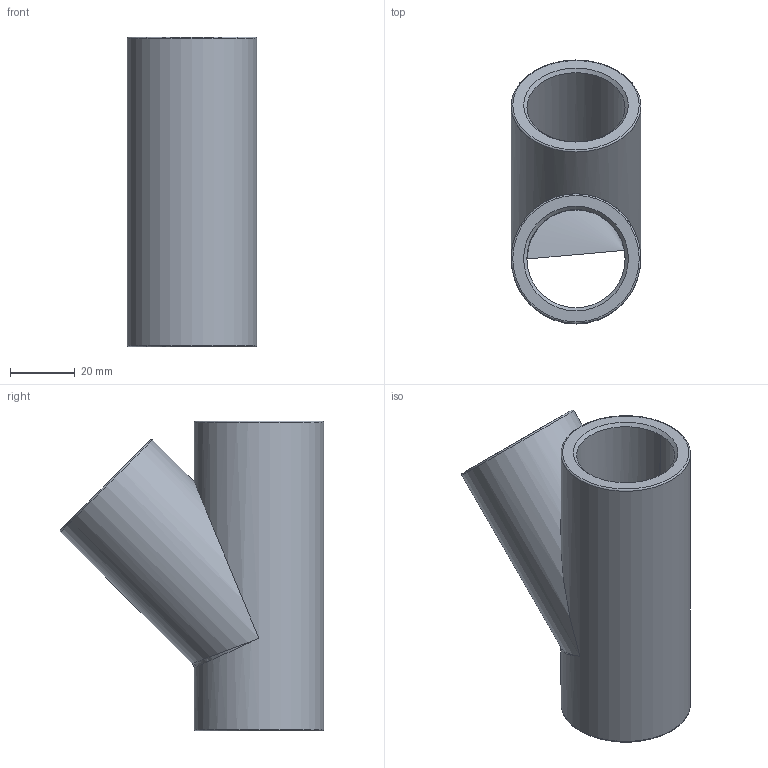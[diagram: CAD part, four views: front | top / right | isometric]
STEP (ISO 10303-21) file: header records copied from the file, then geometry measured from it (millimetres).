
FILE_DESCRIPTION(/* description */ (''),/* implementation_level */ '2;1');
FILE_NAME(/* name */ '3D_R307-DN25_172572260.stp',/* time_stamp */ '2021-07-26T08:09:09+02:00',/* author */ ('cad'),/* organization */ (''),/* preprocessor_version */ 'ST-DEVELOPER v18.1',/* originating_system */ 'Autodesk Inventor 2022',/* authorisation */ '');
FILE_SCHEMA (('AUTOMOTIVE_DESIGN { 1 0 10303 214 3 1 1 }'));
Length unit declared in the file: millimetre
Products named in the file (1): 3D_R307-DN25_172572260
Bounding box: 40 x 81.31 x 95.5 mm (x, y, z)
Volume: 69866.4 mm3; surface area: 30123.1 mm2
Topology: 1 solids, 1 shells, 15 faces, 39 edges, 21 vertices
Faces by surface type: cylinder 4, torus 3, plane 3, cone 3, bspline 2
Full cylindrical faces by diameter (mm): 30.291 x2, 40 x2
Entity records: 560 total; most frequent: CARTESIAN_POINT 150, DIRECTION 89, ORIENTED_EDGE 70, AXIS2_PLACEMENT_3D 40, EDGE_CURVE 35, VERTEX_POINT 21, CIRCLE 19, EDGE_LOOP 18
